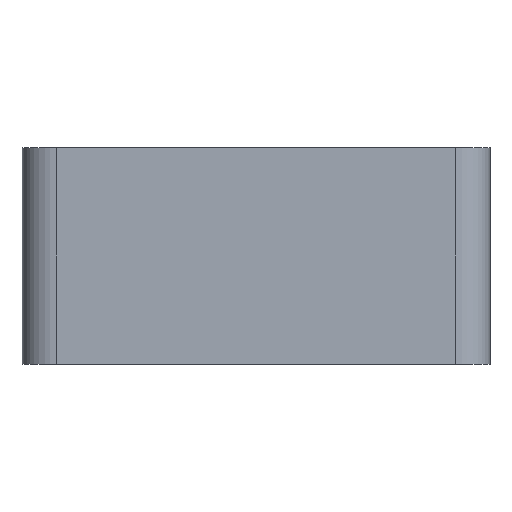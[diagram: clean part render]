
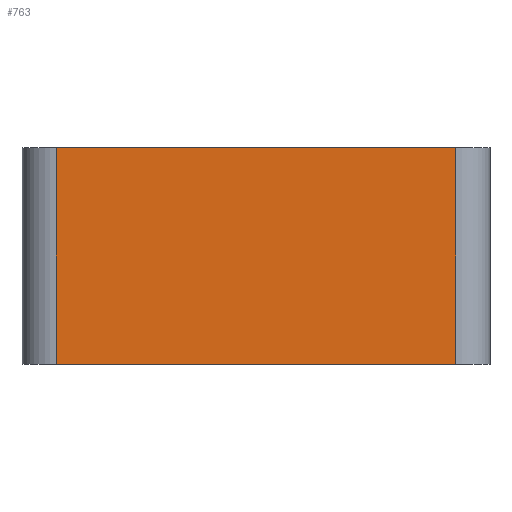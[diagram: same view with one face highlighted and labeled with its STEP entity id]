
A CAD part, front view. The second image highlights one B-rep face of the part: STEP entity #763.
In plain terms, the highlighted planar face has unit normal (0, -1, 0).
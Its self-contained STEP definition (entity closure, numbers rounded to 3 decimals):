
#30=PLANE('',#844);
#57=FACE_OUTER_BOUND('',#100,.T.);
#100=EDGE_LOOP('',(#612,#613,#614,#615));
#160=LINE('',#1215,#235);
#170=LINE('',#1248,#245);
#173=LINE('',#1253,#248);
#174=LINE('',#1255,#249);
#235=VECTOR('',#972,10.);
#245=VECTOR('',#1002,10.);
#248=VECTOR('',#1009,10.);
#249=VECTOR('',#1012,10.);
#358=VERTEX_POINT('',#1212);
#359=VERTEX_POINT('',#1214);
#371=VERTEX_POINT('',#1245);
#372=VERTEX_POINT('',#1247);
#442=EDGE_CURVE('',#358,#359,#160,.T.);
#459=EDGE_CURVE('',#371,#372,#170,.T.);
#463=EDGE_CURVE('',#372,#358,#173,.T.);
#464=EDGE_CURVE('',#359,#371,#174,.T.);
#612=ORIENTED_EDGE('',*,*,#463,.F.);
#613=ORIENTED_EDGE('',*,*,#459,.F.);
#614=ORIENTED_EDGE('',*,*,#464,.F.);
#615=ORIENTED_EDGE('',*,*,#442,.F.);
#763=ADVANCED_FACE('',(#57),#30,.F.);
#844=AXIS2_PLACEMENT_3D('',#1254,#1010,#1011);
#972=DIRECTION('',(-1.,0.,0.));
#1002=DIRECTION('',(1.,0.,0.));
#1009=DIRECTION('',(0.,0.,-1.));
#1010=DIRECTION('center_axis',(0.,1.,0.));
#1011=DIRECTION('ref_axis',(0.,0.,1.));
#1012=DIRECTION('',(0.,0.,1.));
#1212=CARTESIAN_POINT('',(38.,-51.,0.));
#1214=CARTESIAN_POINT('',(3.,-51.,0.));
#1215=CARTESIAN_POINT('',(20.5,-51.,0.));
#1245=CARTESIAN_POINT('',(3.,-51.,19.));
#1247=CARTESIAN_POINT('',(38.,-51.,19.));
#1248=CARTESIAN_POINT('',(20.5,-51.,19.));
#1253=CARTESIAN_POINT('',(38.,-51.,9.5));
#1254=CARTESIAN_POINT('Origin',(20.5,-51.,9.5));
#1255=CARTESIAN_POINT('',(3.,-51.,9.5));
